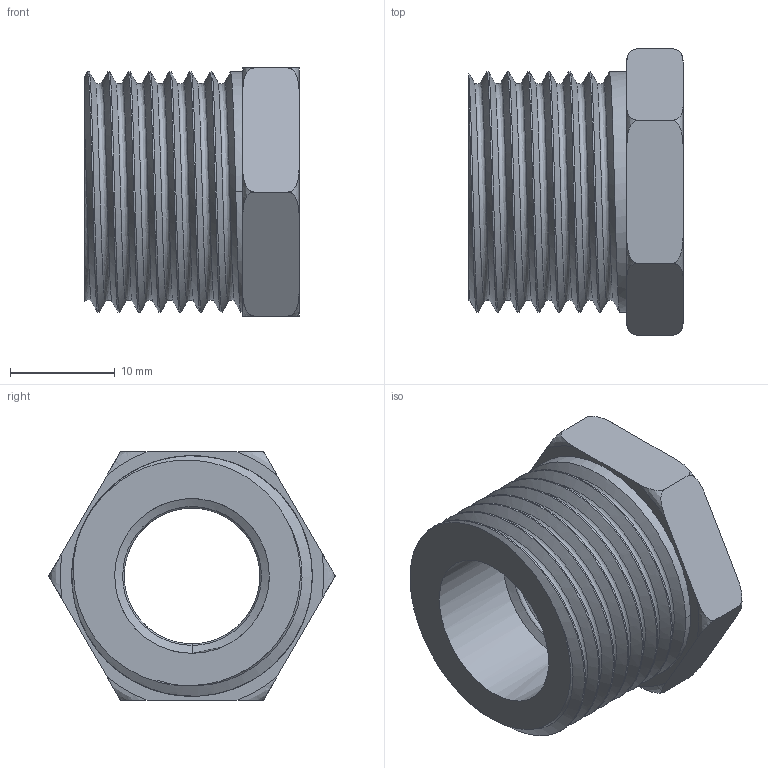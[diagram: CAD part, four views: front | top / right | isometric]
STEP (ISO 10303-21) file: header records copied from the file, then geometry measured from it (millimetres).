
FILE_DESCRIPTION(('FreeCAD Model'),'2;1');
FILE_NAME('Open CASCADE Shape Model','2025-05-09T18:30:13',('FreeCAD'),( 'FreeCAD'),'Open CASCADE STEP processor 7.6','FreeCAD','Unknown');
FILE_SCHEMA(('AUTOMOTIVE_DESIGN { 1 0 10303 214 1 1 1 1 }'));
Length unit declared in the file: millimetre
Products named in the file (1): Open CASCADE STEP translator 7.6 1
Bounding box: 20.49 x 27.39 x 23.72 mm (x, y, z)
Volume: 4969.8 mm3; surface area: 3953.1 mm2
Topology: 1 solids, 1 shells, 47 faces, 130 edges, 86 vertices
Faces by surface type: bspline 47
Entity records: 5399 total; most frequent: CARTESIAN_POINT 4629, ORIENTED_EDGE 260, EDGE_CURVE 130, B_SPLINE_CURVE_WITH_KNOTS 113, VERTEX_POINT 86, FACE_BOUND 50, EDGE_LOOP 50, ADVANCED_FACE 47
